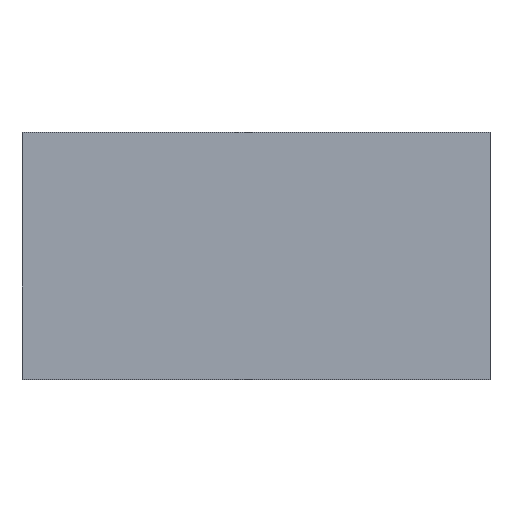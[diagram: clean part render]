
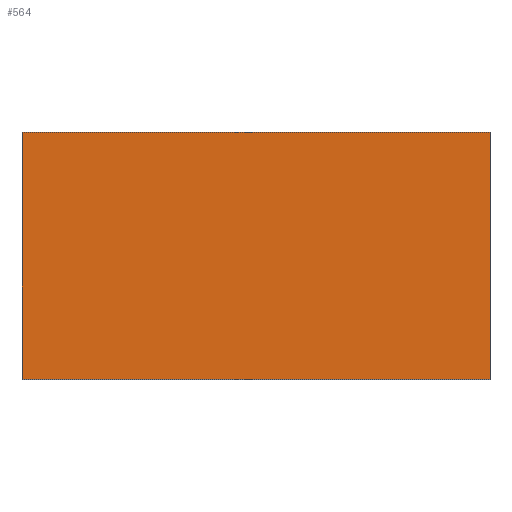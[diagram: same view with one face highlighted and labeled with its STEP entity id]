
A CAD part, top view. The second image highlights one B-rep face of the part: STEP entity #564.
In plain terms, the highlighted planar face has unit normal (0, 0, 1).
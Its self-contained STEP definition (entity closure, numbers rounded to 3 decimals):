
#42=PLANE('',#611);
#70=LINE('',#821,#143);
#112=LINE('',#904,#185);
#114=LINE('',#907,#187);
#115=LINE('',#909,#188);
#143=VECTOR('',#669,10.);
#185=VECTOR('',#743,10.);
#187=VECTOR('',#747,10.);
#188=VECTOR('',#750,10.);
#218=FACE_OUTER_BOUND('',#248,.T.);
#248=EDGE_LOOP('',(#531,#532,#533,#534));
#277=VERTEX_POINT('',#818);
#278=VERTEX_POINT('',#820);
#302=VERTEX_POINT('',#901);
#303=VERTEX_POINT('',#903);
#335=EDGE_CURVE('',#278,#277,#70,.T.);
#377=EDGE_CURVE('',#303,#302,#112,.T.);
#379=EDGE_CURVE('',#277,#303,#114,.T.);
#380=EDGE_CURVE('',#302,#278,#115,.T.);
#531=ORIENTED_EDGE('',*,*,#380,.T.);
#532=ORIENTED_EDGE('',*,*,#335,.T.);
#533=ORIENTED_EDGE('',*,*,#379,.T.);
#534=ORIENTED_EDGE('',*,*,#377,.T.);
#564=ADVANCED_FACE('',(#218),#42,.T.);
#611=AXIS2_PLACEMENT_3D('',#910,#751,#752);
#669=DIRECTION('',(1.,0.,0.));
#743=DIRECTION('',(-1.,0.,0.));
#747=DIRECTION('',(0.,1.,0.));
#750=DIRECTION('',(0.,-1.,0.));
#751=DIRECTION('center_axis',(0.,0.,1.));
#752=DIRECTION('ref_axis',(1.,0.,0.));
#818=CARTESIAN_POINT('',(33.5,-2.5,2.));
#820=CARTESIAN_POINT('',(-2.5,-2.5,2.));
#821=CARTESIAN_POINT('',(-2.5,-2.5,2.));
#901=CARTESIAN_POINT('',(-2.5,16.5,2.));
#903=CARTESIAN_POINT('',(33.5,16.5,2.));
#904=CARTESIAN_POINT('',(33.5,16.5,2.));
#907=CARTESIAN_POINT('',(33.5,-2.5,2.));
#909=CARTESIAN_POINT('',(-2.5,16.5,2.));
#910=CARTESIAN_POINT('Origin',(15.5,7.,2.));
